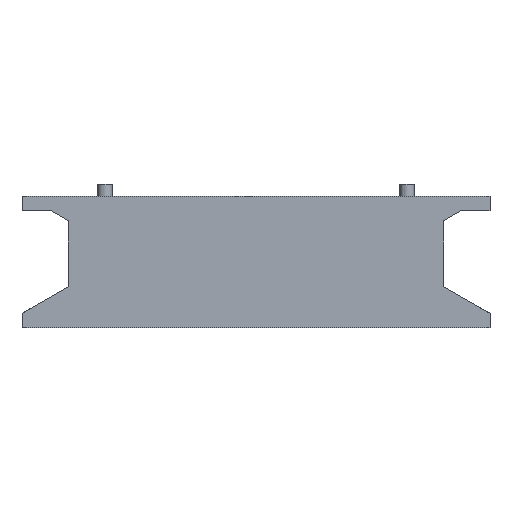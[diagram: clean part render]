
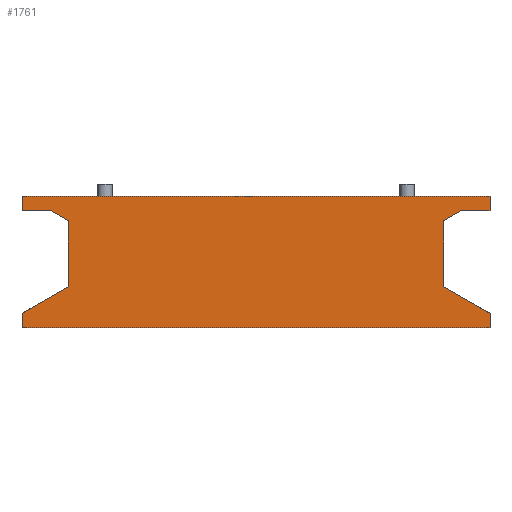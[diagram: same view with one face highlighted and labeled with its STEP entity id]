
A CAD part, front view. The second image highlights one B-rep face of the part: STEP entity #1761.
In plain terms, the highlighted planar face has unit normal (0, -1, 0).
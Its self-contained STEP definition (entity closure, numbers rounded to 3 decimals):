
#1012=CARTESIAN_POINT('',(48.,-12.75,10.5));
#1013=VERTEX_POINT('',#1012);
#1020=CARTESIAN_POINT('',(42.,-12.75,10.5));
#1021=VERTEX_POINT('',#1020);
#1022=CARTESIAN_POINT('',(42.,-12.75,10.5));
#1023=DIRECTION('',(1.0,0.0,0.0));
#1024=VECTOR('',#1023,6.);
#1025=LINE('',#1022,#1024);
#1026=EDGE_CURVE('',#1021,#1013,#1025,.T.);
#1086=CARTESIAN_POINT('',(48.,-12.75,-10.5));
#1087=VERTEX_POINT('',#1086);
#1094=CARTESIAN_POINT('',(48.,-12.75,-13.5));
#1095=VERTEX_POINT('',#1094);
#1096=CARTESIAN_POINT('',(48.,-12.75,-10.5));
#1097=DIRECTION('',(0.0,0.0,-1.0));
#1098=VECTOR('',#1097,3.);
#1099=LINE('',#1096,#1098);
#1100=EDGE_CURVE('',#1087,#1095,#1099,.T.);
#1125=CARTESIAN_POINT('',(38.5,-12.75,-5.015));
#1126=VERTEX_POINT('',#1125);
#1133=CARTESIAN_POINT('',(48.,-12.75,-10.5));
#1134=DIRECTION('',(-0.866,0.0,0.5));
#1135=VECTOR('',#1134,10.97);
#1136=LINE('',#1133,#1135);
#1137=EDGE_CURVE('',#1087,#1126,#1136,.T.);
#1191=CARTESIAN_POINT('',(-48.,-12.75,10.5));
#1192=VERTEX_POINT('',#1191);
#1199=CARTESIAN_POINT('',(-48.,-12.75,13.5));
#1200=VERTEX_POINT('',#1199);
#1201=CARTESIAN_POINT('',(-48.,-12.75,13.5));
#1202=DIRECTION('',(0.0,0.0,-1.0));
#1203=VECTOR('',#1202,3.0);
#1204=LINE('',#1201,#1203);
#1205=EDGE_CURVE('',#1200,#1192,#1204,.T.);
#1230=CARTESIAN_POINT('',(-42.,-12.75,10.5));
#1231=VERTEX_POINT('',#1230);
#1238=CARTESIAN_POINT('',(-48.,-12.75,10.5));
#1239=DIRECTION('',(1.0,0.0,0.0));
#1240=VECTOR('',#1239,6.);
#1241=LINE('',#1238,#1240);
#1242=EDGE_CURVE('',#1192,#1231,#1241,.T.);
#1296=CARTESIAN_POINT('',(-48.,-12.75,-13.5));
#1297=VERTEX_POINT('',#1296);
#1304=CARTESIAN_POINT('',(-48.,-12.75,-10.5));
#1305=VERTEX_POINT('',#1304);
#1306=CARTESIAN_POINT('',(-48.,-12.75,-10.5));
#1307=DIRECTION('',(0.0,0.0,-1.0));
#1308=VECTOR('',#1307,3.);
#1309=LINE('',#1306,#1308);
#1310=EDGE_CURVE('',#1305,#1297,#1309,.T.);
#1328=CARTESIAN_POINT('',(-48.,-12.75,-13.5));
#1329=DIRECTION('',(1.0,0.0,0.0));
#1330=VECTOR('',#1329,96.);
#1331=LINE('',#1328,#1330);
#1332=EDGE_CURVE('',#1297,#1095,#1331,.T.);
#1455=CARTESIAN_POINT('',(-38.5,-12.75,-5.015));
#1456=VERTEX_POINT('',#1455);
#1463=CARTESIAN_POINT('',(-38.5,-12.75,8.479));
#1464=VERTEX_POINT('',#1463);
#1465=CARTESIAN_POINT('',(-38.5,-12.75,8.479));
#1466=DIRECTION('',(0.0,0.0,-1.0));
#1467=VECTOR('',#1466,13.494);
#1468=LINE('',#1465,#1467);
#1469=EDGE_CURVE('',#1464,#1456,#1468,.T.);
#1492=CARTESIAN_POINT('',(-42.,-12.75,10.5));
#1493=DIRECTION('',(0.866,0.0,-0.5));
#1494=VECTOR('',#1493,4.041);
#1495=LINE('',#1492,#1494);
#1496=EDGE_CURVE('',#1231,#1464,#1495,.T.);
#1509=CARTESIAN_POINT('',(-38.5,-12.75,-5.015));
#1510=DIRECTION('',(-0.866,0.0,-0.5));
#1511=VECTOR('',#1510,10.97);
#1512=LINE('',#1509,#1511);
#1513=EDGE_CURVE('',#1456,#1305,#1512,.T.);
#1536=CARTESIAN_POINT('',(38.5,-12.75,8.479));
#1537=VERTEX_POINT('',#1536);
#1544=CARTESIAN_POINT('',(38.5,-12.75,-5.015));
#1545=DIRECTION('',(0.0,0.0,1.0));
#1546=VECTOR('',#1545,13.494);
#1547=LINE('',#1544,#1546);
#1548=EDGE_CURVE('',#1126,#1537,#1547,.T.);
#1561=CARTESIAN_POINT('',(38.5,-12.75,8.479));
#1562=DIRECTION('',(0.866,0.0,0.5));
#1563=VECTOR('',#1562,4.041);
#1564=LINE('',#1561,#1563);
#1565=EDGE_CURVE('',#1537,#1021,#1564,.T.);
#1717=CARTESIAN_POINT('',(48.,-12.75,13.5));
#1718=VERTEX_POINT('',#1717);
#1725=CARTESIAN_POINT('',(48.,-12.75,13.5));
#1726=DIRECTION('',(0.0,0.0,-1.0));
#1727=VECTOR('',#1726,3.0);
#1728=LINE('',#1725,#1727);
#1729=EDGE_CURVE('',#1718,#1013,#1728,.T.);
#1735=CARTESIAN_POINT('',(48.,-12.75,0.0));
#1736=DIRECTION('',(0.0,-1.0,0.0));
#1737=DIRECTION('',(0.0,0.0,-1.0));
#1738=AXIS2_PLACEMENT_3D('',#1735,#1736,#1737);
#1739=PLANE('',#1738);
#1740=ORIENTED_EDGE('',*,*,#1513,.T.);
#1741=ORIENTED_EDGE('',*,*,#1310,.T.);
#1742=ORIENTED_EDGE('',*,*,#1332,.T.);
#1743=ORIENTED_EDGE('',*,*,#1100,.F.);
#1744=ORIENTED_EDGE('',*,*,#1137,.T.);
#1745=ORIENTED_EDGE('',*,*,#1548,.T.);
#1746=ORIENTED_EDGE('',*,*,#1565,.T.);
#1747=ORIENTED_EDGE('',*,*,#1026,.T.);
#1748=ORIENTED_EDGE('',*,*,#1729,.F.);
#1749=CARTESIAN_POINT('',(48.,-12.75,13.5));
#1750=DIRECTION('',(-1.0,0.0,0.0));
#1751=VECTOR('',#1750,96.);
#1752=LINE('',#1749,#1751);
#1753=EDGE_CURVE('',#1718,#1200,#1752,.T.);
#1754=ORIENTED_EDGE('',*,*,#1753,.T.);
#1755=ORIENTED_EDGE('',*,*,#1205,.T.);
#1756=ORIENTED_EDGE('',*,*,#1242,.T.);
#1757=ORIENTED_EDGE('',*,*,#1496,.T.);
#1758=ORIENTED_EDGE('',*,*,#1469,.T.);
#1759=EDGE_LOOP('',(#1740,#1741,#1742,#1743,#1744,#1745,#1746,#1747,#1748,#1754,#1755,#1756,#1757,#1758));
#1760=FACE_OUTER_BOUND('',#1759,.T.);
#1761=ADVANCED_FACE('',(#1760),#1739,.T.);
